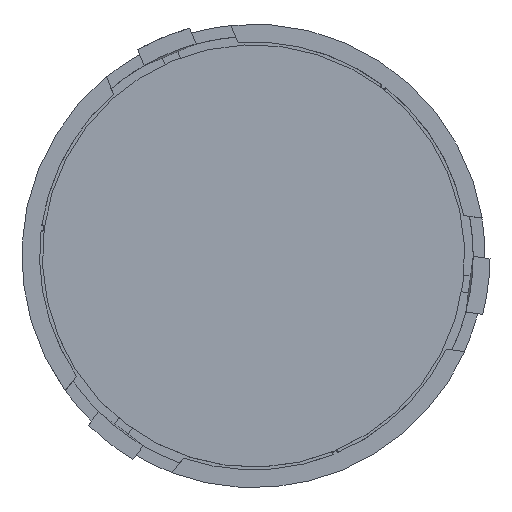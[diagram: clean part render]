
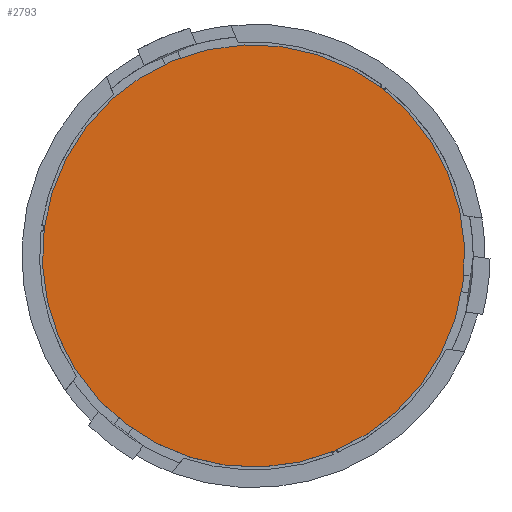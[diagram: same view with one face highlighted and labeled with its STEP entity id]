
A CAD part, top view. The second image highlights one B-rep face of the part: STEP entity #2793.
In plain terms, the highlighted face is planar.
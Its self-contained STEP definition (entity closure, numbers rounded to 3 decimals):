
#2 = AXIS2_PLACEMENT_3D ( 'NONE', #1312, #2209, #2163 ) ;
#36 = AXIS2_PLACEMENT_3D ( 'NONE', #1016, #1062, #1104 ) ;
#375 = CARTESIAN_POINT ( 'NONE',  ( -18.8, 0., 0. ) ) ;
#948 = EDGE_LOOP ( 'NONE', ( #1828, #1775 ) ) ;
#1016 = CARTESIAN_POINT ( 'NONE',  ( 0., 0., 0. ) ) ;
#1062 = DIRECTION ( 'NONE',  ( 0., 0., 1. ) ) ;
#1104 = DIRECTION ( 'NONE',  ( 1., 0., 0. ) ) ;
#1197 = FACE_OUTER_BOUND ( 'NONE', #948, .T. ) ;
#1312 = CARTESIAN_POINT ( 'NONE',  ( 0., 0., 0. ) ) ;
#1553 = DIRECTION ( 'NONE',  ( 0., 0., 1. ) ) ;
#1595 = CIRCLE ( 'NONE', #36, 18.8 ) ;
#1775 = ORIENTED_EDGE ( 'NONE', *, *, #3550, .F. ) ;
#1828 = ORIENTED_EDGE ( 'NONE', *, *, #3569, .F. ) ;
#1986 = AXIS2_PLACEMENT_3D ( 'NONE', #2208, #1553, #2481 ) ;
#2163 = DIRECTION ( 'NONE',  ( 1., 0., 0. ) ) ;
#2176 = VERTEX_POINT ( 'NONE', #2599 ) ;
#2208 = CARTESIAN_POINT ( 'NONE',  ( 0., 0., 0. ) ) ;
#2209 = DIRECTION ( 'NONE',  ( 0., 0., 1. ) ) ;
#2342 = PLANE ( 'NONE',  #1986 ) ;
#2481 = DIRECTION ( 'NONE',  ( 1., 0., 0. ) ) ;
#2599 = CARTESIAN_POINT ( 'NONE',  ( 18.8, 0., 0. ) ) ;
#2793 = ADVANCED_FACE ( 'NONE', ( #1197 ), #2342, .F. ) ;
#3271 = CIRCLE ( 'NONE', #2, 18.8 ) ;
#3420 = VERTEX_POINT ( 'NONE', #375 ) ;
#3550 = EDGE_CURVE ( 'NONE', #2176, #3420, #1595, .T. ) ;
#3569 = EDGE_CURVE ( 'NONE', #3420, #2176, #3271, .T. ) ;
